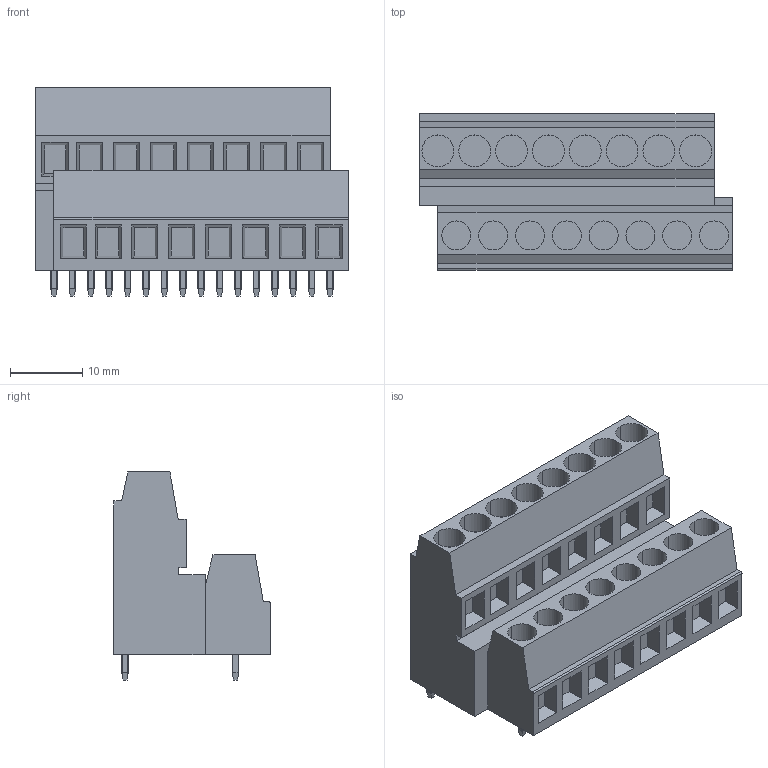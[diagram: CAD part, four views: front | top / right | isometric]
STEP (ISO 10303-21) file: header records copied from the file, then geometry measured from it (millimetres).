
FILE_DESCRIPTION(('CATIA V5 STEP Exchange','CAx-IF Rec.Pracs.--- Model Styling and Organization---1.2---2011-12-15'),'2;1');
FILE_NAME ('D1455703_0_1768910000_1768910000.stp','2018-09-07T07:57:51+00:00',('none'),('Weidmueller'),'CATIA Version 5-6 Release 2014','CATIA V5 STEP AP214','none');
FILE_SCHEMA(('AUTOMOTIVE_DESIGN { 1 0 10303 214 1 1 1 1 }'));
Length unit declared in the file: millimetre
Products named in the file (1): 1768910000
Bounding box: 43.18 x 21.6 x 28.7 mm (x, y, z)
Volume: 14168.5 mm3; surface area: 6096.1 mm2
Topology: 17 solids, 17 shells, 376 faces, 930 edges, 620 vertices
Faces by surface type: plane 343, cylinder 33
Entity records: 10244 total; most frequent: CARTESIAN_POINT 1984, ORIENTED_EDGE 1860, DIRECTION 1322, EDGE_CURVE 930, VECTOR 706, LINE 706, VERTEX_POINT 620, EDGE_LOOP 408
